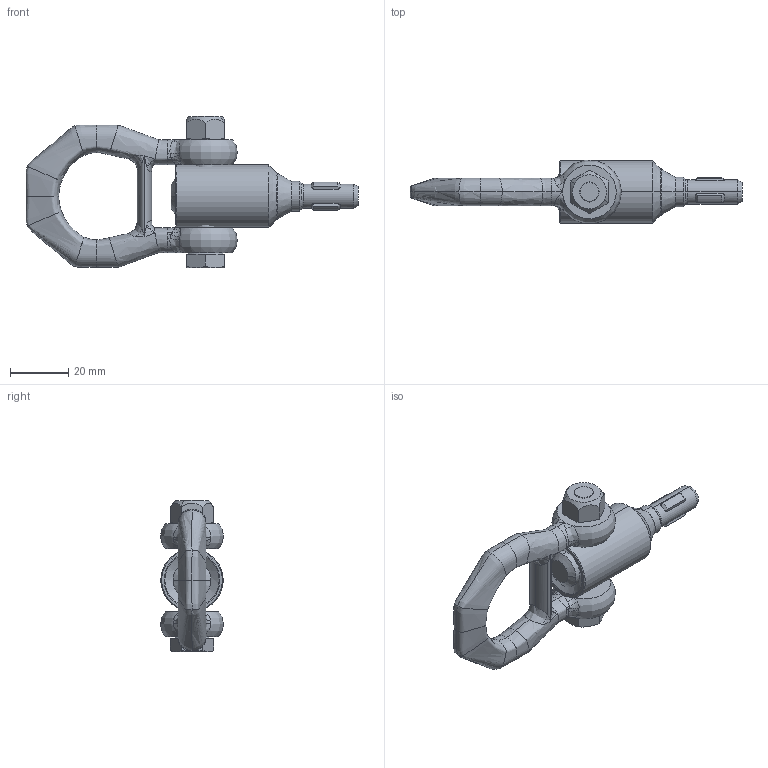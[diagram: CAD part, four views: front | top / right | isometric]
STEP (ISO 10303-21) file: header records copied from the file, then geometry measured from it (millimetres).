
FILE_DESCRIPTION(('STEP AP214'),'1');
FILE_NAME('HALDERN_EH_22352_3010.stp','2021-02-26T07:19:29',('TraceParts'),('TraceParts S.A.'),'Spatial InterOp 3D',' ',' ');
FILE_SCHEMA(('AUTOMOTIVE_DESIGN { 1 0 10303 214 1 1 1 1 }'));
Length unit declared in the file: millimetre
Products named in the file (1): HALDERN_EH_22352_3010_1
Bounding box: 114.25 x 21.75 x 52.3 mm (x, y, z)
Volume: 33012.9 mm3; surface area: 12730.5 mm2
Topology: 4 solids, 4 shells, 209 faces, 569 edges, 359 vertices
Faces by surface type: bspline 68, cylinder 57, plane 37, cone 36, torus 10, sphere 1
Entity records: 18096 total; most frequent: CARTESIAN_POINT 11559, ORIENTED_EDGE 1110, DIRECTION 907, EDGE_CURVE 555, AXIS2_PLACEMENT_3D 386, VERTEX_POINT 359, CIRCLE 223, EDGE_LOOP 222
